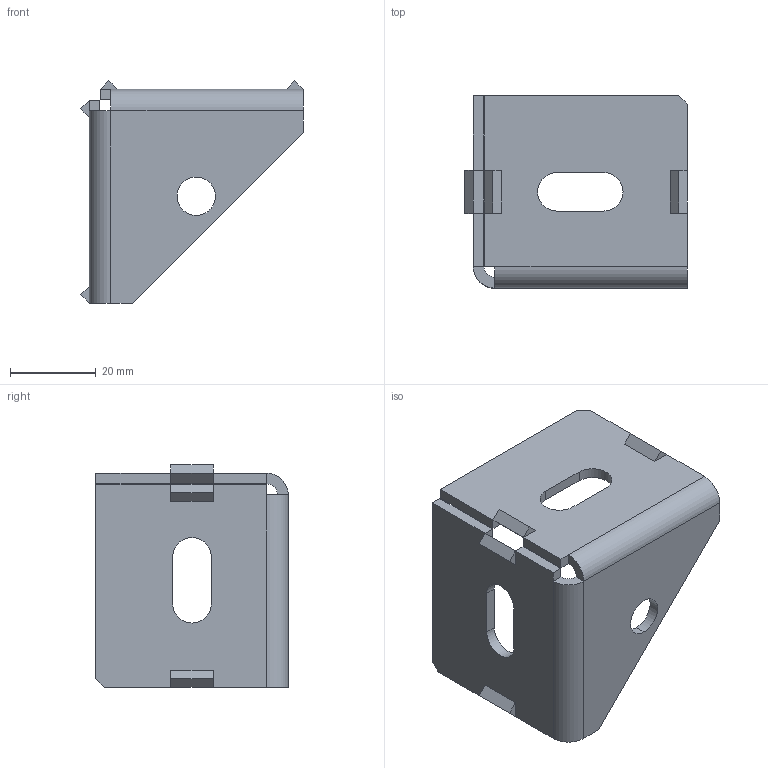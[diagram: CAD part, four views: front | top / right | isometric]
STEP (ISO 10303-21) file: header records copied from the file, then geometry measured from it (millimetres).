
FILE_DESCRIPTION(('Creo Elements/Direct Modeling STEP Export'),'2;1');
FILE_NAME('55.0200.5_Eckwinkel-MMS-55_50x50-mit-Arretierung-chem-vernickelt.stp','2022-03-21T 8:07:29',(''),(''),'PTC Creo Elements/Direct Modeling STEP processor for AP214 (Solid Model)','PTC Creo Elements/Direct Modeling 19.0C 15-Aug-2015 (C) Parametric Technology GmbH','');
FILE_SCHEMA(('AUTOMOTIVE_DESIGN { 1 0 10303 214 1 1 1 1 }'));
Length unit declared in the file: millimetre
Products named in the file (2): Eckwinkel-MMS-55_50x50-mit-Arretierung-chem-vernickelt_55.0200.5_PX1761
94
Assembly tree (1 placements, depth 2):
  Eckwinkel-MMS-55_50x50-mit-Arretierung-chem-vernickelt_55.0200.5_PX1761
94
    Eckwinkel-MMS-55_50x50-mit-Arretierung-chem-vernickelt_55.0200.5_PX1761
94
Bounding box: 52 x 45 x 52 mm (x, y, z)
Volume: 12918.3 mm3; surface area: 11562.7 mm2
Topology: 1 solids, 1 shells, 68 faces, 164 edges, 98 vertices
Faces by surface type: plane 58, cylinder 10
Entity records: 1920 total; most frequent: ORIENTED_EDGE 328, CARTESIAN_POINT 320, DIRECTION 307, EDGE_CURVE 164, VECTOR 137, LINE 137, VERTEX_POINT 98, AXIS2_PLACEMENT_3D 85
